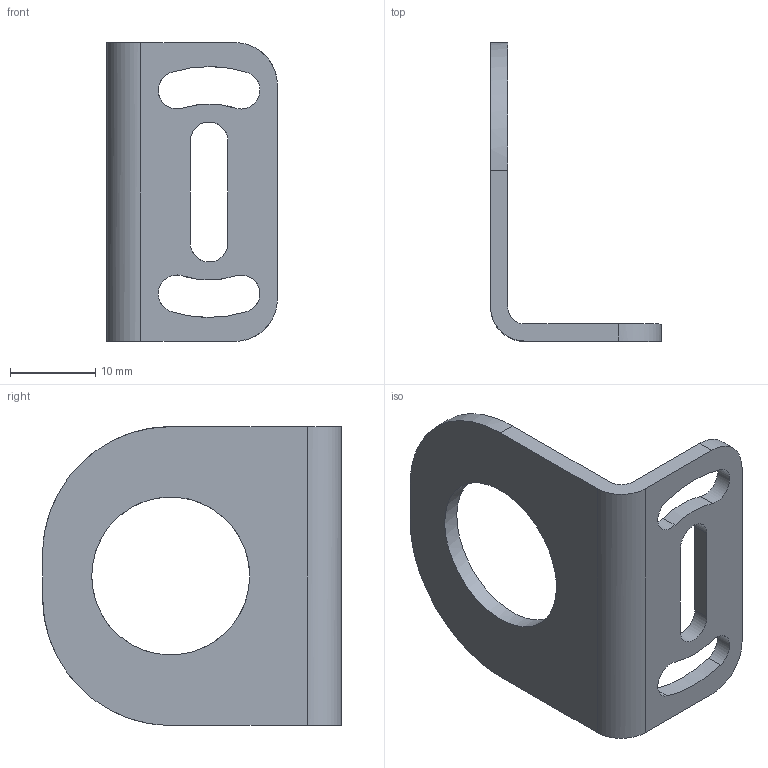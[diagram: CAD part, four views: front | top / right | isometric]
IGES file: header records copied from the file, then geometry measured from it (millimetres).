
Global section: file name: DSD-0423.igs; preprocessor: I-DEAS 3D IGES Translator 13; date: 20110707.083445; units: millimetre
Bounding box: 20 x 35 x 35 mm (x, y, z)
Volume: 2536.7 mm3; surface area: 3157.1 mm2
Topology: 1 solids, 1 shells, 27 faces, 75 edges, 50 vertices
Faces by surface type: bspline 27
